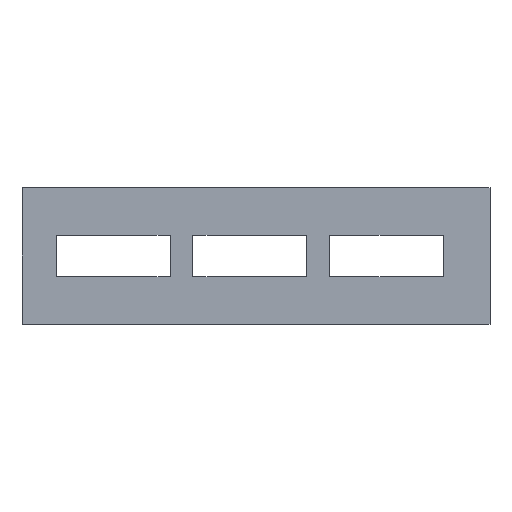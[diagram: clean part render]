
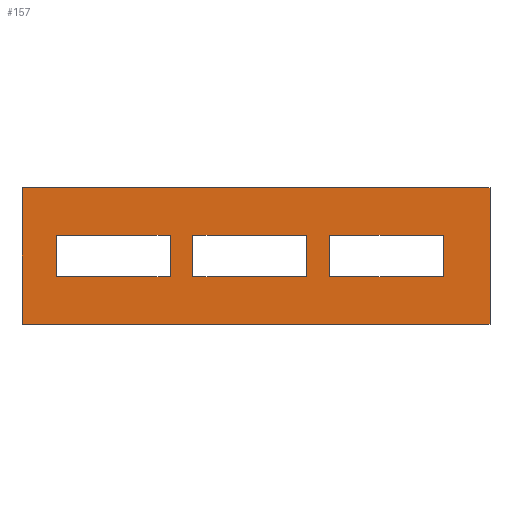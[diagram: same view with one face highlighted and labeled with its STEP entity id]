
A CAD part, left-side view. The second image highlights one B-rep face of the part: STEP entity #157.
In plain terms, the highlighted planar face has unit normal (-1, 0, 0).
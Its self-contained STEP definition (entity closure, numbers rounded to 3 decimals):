
#6 = VERTEX_POINT ( 'NONE', #216 ) ;
#11 = EDGE_CURVE ( 'NONE', #195, #1214, #947, .T. ) ;
#15 = VERTEX_POINT ( 'NONE', #500 ) ;
#23 = DIRECTION ( 'NONE',  ( 0., -1., 0. ) ) ;
#27 = CARTESIAN_POINT ( 'NONE',  ( -102.7, 70.2, 10.5 ) ) ;
#40 = DIRECTION ( 'NONE',  ( 0., 0., -1. ) ) ;
#47 = CARTESIAN_POINT ( 'NONE',  ( -102.7, 0., 30. ) ) ;
#49 = CARTESIAN_POINT ( 'NONE',  ( -102.7, 65.2, 19.5 ) ) ;
#51 = ORIENTED_EDGE ( 'NONE', *, *, #545, .F. ) ;
#56 = CARTESIAN_POINT ( 'NONE',  ( -102.7, 95.2, 19.5 ) ) ;
#62 = VECTOR ( 'NONE', #1057, 1000. ) ;
#78 = DIRECTION ( 'NONE',  ( 0., 1., 0. ) ) ;
#79 = ORIENTED_EDGE ( 'NONE', *, *, #497, .F. ) ;
#91 = CARTESIAN_POINT ( 'NONE',  ( -102.7, 10.2, 10.5 ) ) ;
#98 = VECTOR ( 'NONE', #425, 1000. ) ;
#99 = VERTEX_POINT ( 'NONE', #857 ) ;
#100 = CARTESIAN_POINT ( 'NONE',  ( -102.7, 0., 30. ) ) ;
#103 = LINE ( 'NONE', #47, #1073 ) ;
#117 = CARTESIAN_POINT ( 'NONE',  ( -102.7, 0., 0. ) ) ;
#124 = ORIENTED_EDGE ( 'NONE', *, *, #981, .F. ) ;
#128 = ORIENTED_EDGE ( 'NONE', *, *, #1212, .F. ) ;
#129 = ORIENTED_EDGE ( 'NONE', *, *, #378, .T. ) ;
#146 = EDGE_LOOP ( 'NONE', ( #79, #431, #1036, #658 ) ) ;
#148 = ORIENTED_EDGE ( 'NONE', *, *, #844, .F. ) ;
#155 = CARTESIAN_POINT ( 'NONE',  ( -102.7, 102.7, 0. ) ) ;
#157 = ADVANCED_FACE ( 'NONE', ( #700, #460, #204, #645 ), #277, .T. ) ;
#159 = VECTOR ( 'NONE', #335, 1000. ) ;
#166 = ORIENTED_EDGE ( 'NONE', *, *, #959, .F. ) ;
#180 = VERTEX_POINT ( 'NONE', #751 ) ;
#192 = VERTEX_POINT ( 'NONE', #100 ) ;
#195 = VERTEX_POINT ( 'NONE', #91 ) ;
#204 = FACE_BOUND ( 'NONE', #821, .T. ) ;
#209 = VECTOR ( 'NONE', #682, 1000. ) ;
#216 = CARTESIAN_POINT ( 'NONE',  ( -102.7, 35.2, 10.5 ) ) ;
#226 = LINE ( 'NONE', #1160, #209 ) ;
#240 = CARTESIAN_POINT ( 'NONE',  ( -102.7, 6., 0. ) ) ;
#246 = CARTESIAN_POINT ( 'NONE',  ( -102.7, 70.2, 19.5 ) ) ;
#249 = DIRECTION ( 'NONE',  ( 0., 1., 0. ) ) ;
#259 = VERTEX_POINT ( 'NONE', #796 ) ;
#266 = VECTOR ( 'NONE', #427, 1000. ) ;
#277 = PLANE ( 'NONE',  #848 ) ;
#295 = LINE ( 'NONE', #532, #266 ) ;
#299 = VERTEX_POINT ( 'NONE', #716 ) ;
#301 = VERTEX_POINT ( 'NONE', #608 ) ;
#304 = EDGE_CURVE ( 'NONE', #259, #1063, #1058, .T. ) ;
#307 = EDGE_CURVE ( 'NONE', #192, #301, #946, .T. ) ;
#328 = VERTEX_POINT ( 'NONE', #240 ) ;
#335 = DIRECTION ( 'NONE',  ( 0., 0., 1. ) ) ;
#363 = EDGE_LOOP ( 'NONE', ( #166, #855, #128, #124 ) ) ;
#364 = VECTOR ( 'NONE', #1123, 1000. ) ;
#368 = VECTOR ( 'NONE', #609, 1000. ) ;
#369 = CARTESIAN_POINT ( 'NONE',  ( -102.7, 35.2, 19.5 ) ) ;
#373 = VERTEX_POINT ( 'NONE', #1169 ) ;
#378 = EDGE_CURVE ( 'NONE', #577, #15, #546, .T. ) ;
#380 = LINE ( 'NONE', #56, #680 ) ;
#413 = CARTESIAN_POINT ( 'NONE',  ( -102.7, 65.2, 19.5 ) ) ;
#416 = EDGE_CURVE ( 'NONE', #6, #195, #295, .T. ) ;
#425 = DIRECTION ( 'NONE',  ( 0., 1., 0. ) ) ;
#427 = DIRECTION ( 'NONE',  ( 0., -1., 0. ) ) ;
#431 = ORIENTED_EDGE ( 'NONE', *, *, #1165, .F. ) ;
#437 = CARTESIAN_POINT ( 'NONE',  ( -102.7, 0., 30. ) ) ;
#445 = VECTOR ( 'NONE', #982, 1000. ) ;
#460 = FACE_BOUND ( 'NONE', #363, .T. ) ;
#463 = CARTESIAN_POINT ( 'NONE',  ( -102.7, 10.2, 19.5 ) ) ;
#468 = CARTESIAN_POINT ( 'NONE',  ( -102.7, 0., 30. ) ) ;
#469 = CARTESIAN_POINT ( 'NONE',  ( -102.7, 40.2, 19.5 ) ) ;
#473 = EDGE_CURVE ( 'NONE', #15, #637, #528, .T. ) ;
#477 = EDGE_LOOP ( 'NONE', ( #129, #531, #818, #779, #740, #939 ) ) ;
#484 = DIRECTION ( 'NONE',  ( 0., 0., 1. ) ) ;
#493 = LINE ( 'NONE', #413, #1206 ) ;
#497 = EDGE_CURVE ( 'NONE', #99, #180, #380, .T. ) ;
#500 = CARTESIAN_POINT ( 'NONE',  ( -102.7, 102.7, 30. ) ) ;
#519 = VECTOR ( 'NONE', #23, 1000. ) ;
#527 = CARTESIAN_POINT ( 'NONE',  ( -102.7, 102.7, 30. ) ) ;
#528 = LINE ( 'NONE', #527, #1119 ) ;
#531 = ORIENTED_EDGE ( 'NONE', *, *, #473, .T. ) ;
#532 = CARTESIAN_POINT ( 'NONE',  ( -102.7, 10.2, 10.5 ) ) ;
#541 = CARTESIAN_POINT ( 'NONE',  ( -102.7, 70.2, 19.5 ) ) ;
#545 = EDGE_CURVE ( 'NONE', #373, #6, #602, .T. ) ;
#546 = LINE ( 'NONE', #906, #98 ) ;
#550 = LINE ( 'NONE', #888, #692 ) ;
#555 = DIRECTION ( 'NONE',  ( -1., 0., 0. ) ) ;
#572 = DIRECTION ( 'NONE',  ( 0., -1., 0. ) ) ;
#577 = VERTEX_POINT ( 'NONE', #1128 ) ;
#602 = LINE ( 'NONE', #369, #364 ) ;
#608 = CARTESIAN_POINT ( 'NONE',  ( -102.7, 0., 0. ) ) ;
#609 = DIRECTION ( 'NONE',  ( 0., -1., 0. ) ) ;
#637 = VERTEX_POINT ( 'NONE', #155 ) ;
#645 = FACE_OUTER_BOUND ( 'NONE', #477, .T. ) ;
#655 = DIRECTION ( 'NONE',  ( 0., 0., 1. ) ) ;
#658 = ORIENTED_EDGE ( 'NONE', *, *, #967, .F. ) ;
#661 = EDGE_CURVE ( 'NONE', #978, #1077, #819, .T. ) ;
#662 = VECTOR ( 'NONE', #655, 1000. ) ;
#670 = LINE ( 'NONE', #117, #62 ) ;
#680 = VECTOR ( 'NONE', #720, 1000. ) ;
#682 = DIRECTION ( 'NONE',  ( 0., 1., 0. ) ) ;
#692 = VECTOR ( 'NONE', #892, 1000. ) ;
#700 = FACE_BOUND ( 'NONE', #146, .T. ) ;
#705 = CARTESIAN_POINT ( 'NONE',  ( -102.7, 65.2, 10.5 ) ) ;
#716 = CARTESIAN_POINT ( 'NONE',  ( -102.7, 40.2, 10.5 ) ) ;
#720 = DIRECTION ( 'NONE',  ( 0., 0., -1. ) ) ;
#725 = VECTOR ( 'NONE', #827, 1000. ) ;
#740 = ORIENTED_EDGE ( 'NONE', *, *, #307, .F. ) ;
#751 = CARTESIAN_POINT ( 'NONE',  ( -102.7, 95.2, 10.5 ) ) ;
#777 = EDGE_CURVE ( 'NONE', #328, #637, #670, .T. ) ;
#779 = ORIENTED_EDGE ( 'NONE', *, *, #983, .T. ) ;
#796 = CARTESIAN_POINT ( 'NONE',  ( -102.7, 40.2, 19.5 ) ) ;
#797 = LINE ( 'NONE', #469, #662 ) ;
#806 = CARTESIAN_POINT ( 'NONE',  ( -102.7, 40.2, 19.5 ) ) ;
#808 = VECTOR ( 'NONE', #249, 1000. ) ;
#818 = ORIENTED_EDGE ( 'NONE', *, *, #777, .F. ) ;
#819 = LINE ( 'NONE', #541, #725 ) ;
#821 = EDGE_LOOP ( 'NONE', ( #51, #148, #1137, #865 ) ) ;
#827 = DIRECTION ( 'NONE',  ( 0., 0., 1. ) ) ;
#844 = EDGE_CURVE ( 'NONE', #1214, #373, #226, .T. ) ;
#848 = AXIS2_PLACEMENT_3D ( 'NONE', #468, #555, #484 ) ;
#855 = ORIENTED_EDGE ( 'NONE', *, *, #304, .F. ) ;
#857 = CARTESIAN_POINT ( 'NONE',  ( -102.7, 95.2, 19.5 ) ) ;
#865 = ORIENTED_EDGE ( 'NONE', *, *, #416, .F. ) ;
#883 = CARTESIAN_POINT ( 'NONE',  ( -102.7, 10.2, 19.5 ) ) ;
#884 = CARTESIAN_POINT ( 'NONE',  ( -102.7, 40.2, 10.5 ) ) ;
#888 = CARTESIAN_POINT ( 'NONE',  ( -102.7, 70.2, 10.5 ) ) ;
#892 = DIRECTION ( 'NONE',  ( 0., -1., 0. ) ) ;
#906 = CARTESIAN_POINT ( 'NONE',  ( -102.7, 0., 30. ) ) ;
#939 = ORIENTED_EDGE ( 'NONE', *, *, #1092, .F. ) ;
#943 = CARTESIAN_POINT ( 'NONE',  ( -102.7, 70.2, 19.5 ) ) ;
#946 = LINE ( 'NONE', #437, #445 ) ;
#947 = LINE ( 'NONE', #883, #159 ) ;
#959 = EDGE_CURVE ( 'NONE', #1063, #1001, #493, .T. ) ;
#967 = EDGE_CURVE ( 'NONE', #180, #978, #550, .T. ) ;
#978 = VERTEX_POINT ( 'NONE', #27 ) ;
#981 = EDGE_CURVE ( 'NONE', #1001, #299, #1176, .T. ) ;
#982 = DIRECTION ( 'NONE',  ( 0., 0., -1. ) ) ;
#983 = EDGE_CURVE ( 'NONE', #328, #301, #1013, .T. ) ;
#999 = CARTESIAN_POINT ( 'NONE',  ( -102.7, 6., 0. ) ) ;
#1001 = VERTEX_POINT ( 'NONE', #705 ) ;
#1013 = LINE ( 'NONE', #999, #368 ) ;
#1036 = ORIENTED_EDGE ( 'NONE', *, *, #661, .F. ) ;
#1057 = DIRECTION ( 'NONE',  ( 0., 1., 0. ) ) ;
#1058 = LINE ( 'NONE', #806, #808 ) ;
#1060 = DIRECTION ( 'NONE',  ( 0., 0., -1. ) ) ;
#1062 = LINE ( 'NONE', #943, #1158 ) ;
#1063 = VERTEX_POINT ( 'NONE', #49 ) ;
#1073 = VECTOR ( 'NONE', #572, 1000. ) ;
#1077 = VERTEX_POINT ( 'NONE', #246 ) ;
#1092 = EDGE_CURVE ( 'NONE', #577, #192, #103, .T. ) ;
#1119 = VECTOR ( 'NONE', #40, 1000. ) ;
#1123 = DIRECTION ( 'NONE',  ( 0., 0., -1. ) ) ;
#1128 = CARTESIAN_POINT ( 'NONE',  ( -102.7, 6., 30. ) ) ;
#1137 = ORIENTED_EDGE ( 'NONE', *, *, #11, .F. ) ;
#1158 = VECTOR ( 'NONE', #78, 1000. ) ;
#1160 = CARTESIAN_POINT ( 'NONE',  ( -102.7, 10.2, 19.5 ) ) ;
#1165 = EDGE_CURVE ( 'NONE', #1077, #99, #1062, .T. ) ;
#1169 = CARTESIAN_POINT ( 'NONE',  ( -102.7, 35.2, 19.5 ) ) ;
#1176 = LINE ( 'NONE', #884, #519 ) ;
#1206 = VECTOR ( 'NONE', #1060, 1000. ) ;
#1212 = EDGE_CURVE ( 'NONE', #299, #259, #797, .T. ) ;
#1214 = VERTEX_POINT ( 'NONE', #463 ) ;
